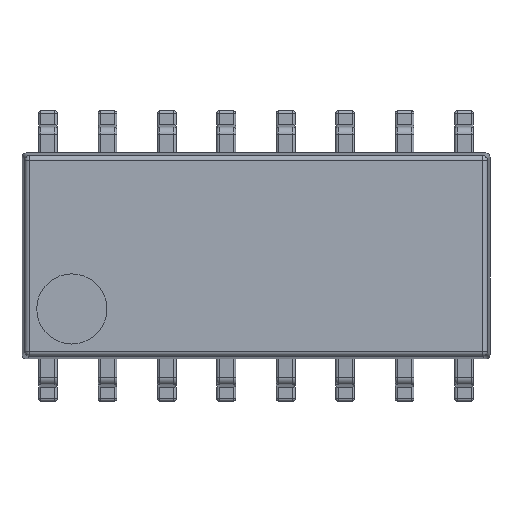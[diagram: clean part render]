
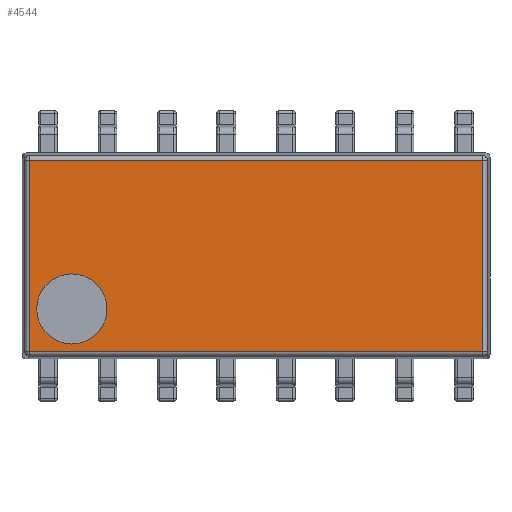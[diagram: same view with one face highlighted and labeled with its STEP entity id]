
A CAD part, top view. The second image highlights one B-rep face of the part: STEP entity #4544.
In plain terms, the highlighted planar face has unit normal (0, 0, 1).
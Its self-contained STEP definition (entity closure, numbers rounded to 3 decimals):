
#48 = AXIS2_PLACEMENT_3D ( 'NONE', #9493, #9455, #4127 ) ;
#94 = FACE_OUTER_BOUND ( 'NONE', #4769, .T. ) ;
#189 = CARTESIAN_POINT ( 'NONE',  ( -3.934, -1.134, 0.75 ) ) ;
#492 = VECTOR ( 'NONE', #9174, 1000. ) ;
#672 = CARTESIAN_POINT ( 'NONE',  ( 4.843, -2.2, 0.75 ) ) ;
#673 = CARTESIAN_POINT ( 'NONE',  ( 4.843, 2.043, 0.75 ) ) ;
#830 = AXIS2_PLACEMENT_3D ( 'NONE', #189, #10828, #4632 ) ;
#1469 = DIRECTION ( 'NONE',  ( 0., 0., -1. ) ) ;
#1547 = ORIENTED_EDGE ( 'NONE', *, *, #10403, .F. ) ;
#1604 = LINE ( 'NONE', #5063, #5073 ) ;
#1917 = VECTOR ( 'NONE', #6814, 1000. ) ;
#1924 = EDGE_CURVE ( 'NONE', #1982, #3902, #4942, .T. ) ;
#1975 = CARTESIAN_POINT ( 'NONE',  ( -3.184, -1.134, 0.75 ) ) ;
#1982 = VERTEX_POINT ( 'NONE', #9212 ) ;
#2516 = DIRECTION ( 'NONE',  ( 0., -1., 0. ) ) ;
#2746 = LINE ( 'NONE', #672, #3313 ) ;
#2863 = CARTESIAN_POINT ( 'NONE',  ( -4.684, -1.134, 0.75 ) ) ;
#3313 = VECTOR ( 'NONE', #2516, 1000. ) ;
#3323 = FACE_BOUND ( 'NONE', #8537, .T. ) ;
#3902 = VERTEX_POINT ( 'NONE', #673 ) ;
#3921 = CARTESIAN_POINT ( 'NONE',  ( 4.843, -2.043, 0.75 ) ) ;
#4127 = DIRECTION ( 'NONE',  ( 1., 0., 0. ) ) ;
#4179 = CARTESIAN_POINT ( 'NONE',  ( -3.934, -1.134, 0.75 ) ) ;
#4264 = LINE ( 'NONE', #4268, #1917 ) ;
#4268 = CARTESIAN_POINT ( 'NONE',  ( -5., -2.043, 0.75 ) ) ;
#4520 = EDGE_CURVE ( 'NONE', #5188, #7953, #4264, .T. ) ;
#4544 = ADVANCED_FACE ( 'NONE', ( #94, #3323 ), #6075, .T. ) ;
#4632 = DIRECTION ( 'NONE',  ( 1., 0., 0. ) ) ;
#4713 = CARTESIAN_POINT ( 'NONE',  ( -5., 2.043, 0.75 ) ) ;
#4769 = EDGE_LOOP ( 'NONE', ( #1547, #8511, #5757, #7742 ) ) ;
#4942 = LINE ( 'NONE', #4713, #492 ) ;
#5063 = CARTESIAN_POINT ( 'NONE',  ( -4.843, -2.2, 0.75 ) ) ;
#5073 = VECTOR ( 'NONE', #9348, 1000. ) ;
#5188 = VERTEX_POINT ( 'NONE', #3921 ) ;
#5320 = EDGE_CURVE ( 'NONE', #7411, #6545, #5366, .T. ) ;
#5366 = CIRCLE ( 'NONE', #8706, 0.75 ) ;
#5757 = ORIENTED_EDGE ( 'NONE', *, *, #7901, .F. ) ;
#6075 = PLANE ( 'NONE',  #48 ) ;
#6545 = VERTEX_POINT ( 'NONE', #2863 ) ;
#6814 = DIRECTION ( 'NONE',  ( -1., 0., 0. ) ) ;
#6860 = EDGE_CURVE ( 'NONE', #6545, #7411, #9573, .T. ) ;
#7411 = VERTEX_POINT ( 'NONE', #1975 ) ;
#7640 = DIRECTION ( 'NONE',  ( 1., 0., 0. ) ) ;
#7742 = ORIENTED_EDGE ( 'NONE', *, *, #1924, .F. ) ;
#7901 = EDGE_CURVE ( 'NONE', #3902, #5188, #2746, .T. ) ;
#7953 = VERTEX_POINT ( 'NONE', #10645 ) ;
#8511 = ORIENTED_EDGE ( 'NONE', *, *, #4520, .F. ) ;
#8537 = EDGE_LOOP ( 'NONE', ( #9553, #8950 ) ) ;
#8706 = AXIS2_PLACEMENT_3D ( 'NONE', #4179, #1469, #7640 ) ;
#8950 = ORIENTED_EDGE ( 'NONE', *, *, #6860, .T. ) ;
#9174 = DIRECTION ( 'NONE',  ( 1., 0., 0. ) ) ;
#9212 = CARTESIAN_POINT ( 'NONE',  ( -4.843, 2.043, 0.75 ) ) ;
#9348 = DIRECTION ( 'NONE',  ( 0., 1., 0. ) ) ;
#9455 = DIRECTION ( 'NONE',  ( 0., 0., 1. ) ) ;
#9493 = CARTESIAN_POINT ( 'NONE',  ( -5., -2.2, 0.75 ) ) ;
#9553 = ORIENTED_EDGE ( 'NONE', *, *, #5320, .T. ) ;
#9573 = CIRCLE ( 'NONE', #830, 0.75 ) ;
#10403 = EDGE_CURVE ( 'NONE', #7953, #1982, #1604, .T. ) ;
#10645 = CARTESIAN_POINT ( 'NONE',  ( -4.843, -2.043, 0.75 ) ) ;
#10828 = DIRECTION ( 'NONE',  ( 0., 0., -1. ) ) ;
